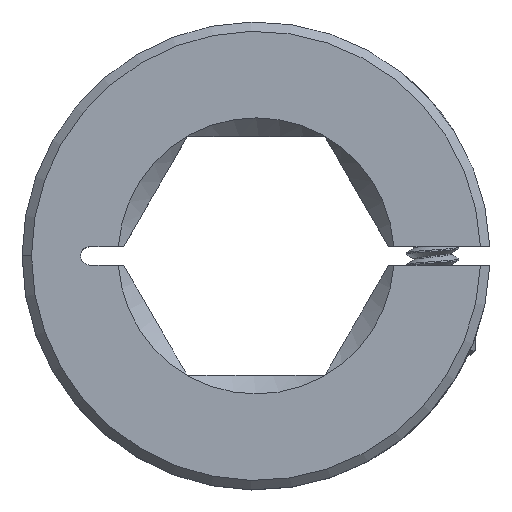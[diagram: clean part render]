
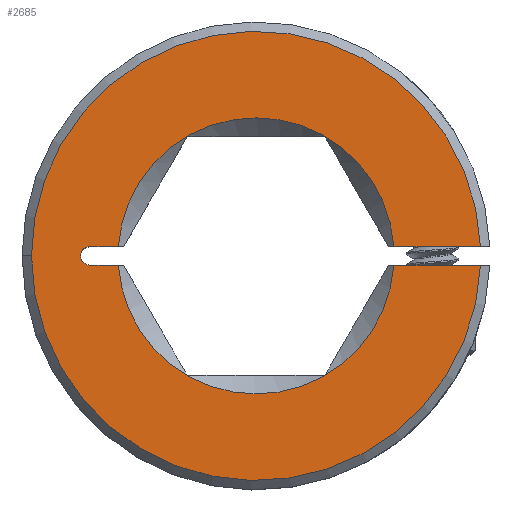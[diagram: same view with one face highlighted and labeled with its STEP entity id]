
A CAD part, top view. The second image highlights one B-rep face of the part: STEP entity #2685.
In plain terms, the highlighted planar face has unit normal (0, 0, 1).
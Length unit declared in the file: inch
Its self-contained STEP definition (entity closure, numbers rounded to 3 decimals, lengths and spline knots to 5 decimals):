
#54 = CIRCLE ( 'NONE', #3771, 0.295 ) ;
#236 = CARTESIAN_POINT ( 'NONE',  ( 0.29434, -0.01969, 0.125 ) ) ;
#242 = DIRECTION ( 'NONE',  ( 1., 0., 0. ) ) ;
#263 = EDGE_LOOP ( 'NONE', ( #3988, #958, #402, #2917, #5146, #359, #3845, #878, #808, #3026 ) ) ;
#266 = LINE ( 'NONE', #1926, #3210 ) ;
#316 = CARTESIAN_POINT ( 'NONE',  ( -0.29434, 0.01969, 0.125 ) ) ;
#359 = ORIENTED_EDGE ( 'NONE', *, *, #920, .T. ) ;
#402 = ORIENTED_EDGE ( 'NONE', *, *, #2508, .T. ) ;
#709 = VERTEX_POINT ( 'NONE', #2883 ) ;
#725 = EDGE_CURVE ( 'NONE', #1815, #709, #3784, .T. ) ;
#737 = AXIS2_PLACEMENT_3D ( 'NONE', #1171, #3298, #4124 ) ;
#808 = ORIENTED_EDGE ( 'NONE', *, *, #1978, .T. ) ;
#829 = DIRECTION ( 'NONE',  ( 0., 0., -1. ) ) ;
#830 = CARTESIAN_POINT ( 'NONE',  ( 0.4796, -0.01969, 0.125 ) ) ;
#878 = ORIENTED_EDGE ( 'NONE', *, *, #1826, .T. ) ;
#920 = EDGE_CURVE ( 'NONE', #1133, #4964, #3519, .T. ) ;
#958 = ORIENTED_EDGE ( 'NONE', *, *, #2453, .T. ) ;
#1051 = CARTESIAN_POINT ( 'NONE',  ( 0.4796, 0.01969, 0.125 ) ) ;
#1127 = CARTESIAN_POINT ( 'NONE',  ( 0., -0.01969, 0.125 ) ) ;
#1133 = VERTEX_POINT ( 'NONE', #830 ) ;
#1147 = PLANE ( 'NONE',  #4617 ) ;
#1171 = CARTESIAN_POINT ( 'NONE',  ( 0., 0., 0.125 ) ) ;
#1283 = CARTESIAN_POINT ( 'NONE',  ( 0., 0.01969, 0.125 ) ) ;
#1395 = VECTOR ( 'NONE', #4577, 39.37008 ) ;
#1410 = VERTEX_POINT ( 'NONE', #4385 ) ;
#1446 = DIRECTION ( 'NONE',  ( 0., 0., -1. ) ) ;
#1561 = AXIS2_PLACEMENT_3D ( 'NONE', #2561, #3756, #3905 ) ;
#1585 = CARTESIAN_POINT ( 'NONE',  ( 0.29434, 0.01969, 0.125 ) ) ;
#1815 = VERTEX_POINT ( 'NONE', #3330 ) ;
#1826 = EDGE_CURVE ( 'NONE', #5223, #1410, #3012, .T. ) ;
#1848 = CARTESIAN_POINT ( 'NONE',  ( 0., 0., 0.125 ) ) ;
#1886 = DIRECTION ( 'NONE',  ( 1., 0., 0. ) ) ;
#1894 = VERTEX_POINT ( 'NONE', #1051 ) ;
#1926 = CARTESIAN_POINT ( 'NONE',  ( -0.375, 0.01969, 0.125 ) ) ;
#1937 = FACE_OUTER_BOUND ( 'NONE', #263, .T. ) ;
#1978 = EDGE_CURVE ( 'NONE', #1410, #1815, #5133, .T. ) ;
#2159 = VECTOR ( 'NONE', #4524, 39.37008 ) ;
#2166 = VECTOR ( 'NONE', #3148, 39.37008 ) ;
#2208 = CARTESIAN_POINT ( 'NONE',  ( -0.375, -0.01969, 0.125 ) ) ;
#2246 = EDGE_CURVE ( 'NONE', #4964, #5223, #3859, .T. ) ;
#2299 = DIRECTION ( 'NONE',  ( -1., 0., 0. ) ) ;
#2360 = CARTESIAN_POINT ( 'NONE',  ( 0., 0., 0.125 ) ) ;
#2451 = DIRECTION ( 'NONE',  ( 0., 0., -1. ) ) ;
#2453 = EDGE_CURVE ( 'NONE', #3499, #4671, #54, .T. ) ;
#2476 = CARTESIAN_POINT ( 'NONE',  ( -0.29434, -0.01969, 0.125 ) ) ;
#2508 = EDGE_CURVE ( 'NONE', #4671, #1894, #4904, .T. ) ;
#2561 = CARTESIAN_POINT ( 'NONE',  ( 0., 0., 0.125 ) ) ;
#2685 = ADVANCED_FACE ( 'NONE', ( #1937 ), #1147, .T. ) ;
#2709 = DIRECTION ( 'NONE',  ( 0., 0., 1. ) ) ;
#2797 = EDGE_CURVE ( 'NONE', #3722, #1133, #3118, .T. ) ;
#2849 = AXIS2_PLACEMENT_3D ( 'NONE', #4505, #2451, #4110 ) ;
#2883 = CARTESIAN_POINT ( 'NONE',  ( -0.35531, 0.01969, 0.125 ) ) ;
#2917 = ORIENTED_EDGE ( 'NONE', *, *, #3469, .T. ) ;
#2987 = CARTESIAN_POINT ( 'NONE',  ( -0.48, 0., 0.125 ) ) ;
#3012 = LINE ( 'NONE', #2208, #1395 ) ;
#3026 = ORIENTED_EDGE ( 'NONE', *, *, #725, .T. ) ;
#3075 = DIRECTION ( 'NONE',  ( -1., 0., 0. ) ) ;
#3097 = AXIS2_PLACEMENT_3D ( 'NONE', #3470, #1446, #3075 ) ;
#3118 = CIRCLE ( 'NONE', #737, 0.48 ) ;
#3148 = DIRECTION ( 'NONE',  ( -1., 0., 0. ) ) ;
#3210 = VECTOR ( 'NONE', #242, 39.37008 ) ;
#3296 = AXIS2_PLACEMENT_3D ( 'NONE', #1848, #5095, #2299 ) ;
#3298 = DIRECTION ( 'NONE',  ( 0., 0., 1. ) ) ;
#3330 = CARTESIAN_POINT ( 'NONE',  ( -0.375, 0., 0.125 ) ) ;
#3424 = EDGE_CURVE ( 'NONE', #709, #3499, #266, .T. ) ;
#3469 = EDGE_CURVE ( 'NONE', #1894, #3722, #5080, .T. ) ;
#3470 = CARTESIAN_POINT ( 'NONE',  ( -0.35531, 0., 0.125 ) ) ;
#3499 = VERTEX_POINT ( 'NONE', #316 ) ;
#3519 = LINE ( 'NONE', #1127, #2166 ) ;
#3675 = CARTESIAN_POINT ( 'NONE',  ( 0., 0., 0.125 ) ) ;
#3722 = VERTEX_POINT ( 'NONE', #2987 ) ;
#3756 = DIRECTION ( 'NONE',  ( 0., 0., -1. ) ) ;
#3771 = AXIS2_PLACEMENT_3D ( 'NONE', #3675, #829, #4873 ) ;
#3784 = CIRCLE ( 'NONE', #2849, 0.01969 ) ;
#3845 = ORIENTED_EDGE ( 'NONE', *, *, #2246, .T. ) ;
#3859 = CIRCLE ( 'NONE', #1561, 0.295 ) ;
#3905 = DIRECTION ( 'NONE',  ( 1., 0., 0. ) ) ;
#3988 = ORIENTED_EDGE ( 'NONE', *, *, #3424, .T. ) ;
#4110 = DIRECTION ( 'NONE',  ( -1., 0., 0. ) ) ;
#4124 = DIRECTION ( 'NONE',  ( -1., 0., 0. ) ) ;
#4385 = CARTESIAN_POINT ( 'NONE',  ( -0.35531, -0.01969, 0.125 ) ) ;
#4505 = CARTESIAN_POINT ( 'NONE',  ( -0.35531, 0., 0.125 ) ) ;
#4524 = DIRECTION ( 'NONE',  ( 1., 0., 0. ) ) ;
#4577 = DIRECTION ( 'NONE',  ( -1., 0., 0. ) ) ;
#4617 = AXIS2_PLACEMENT_3D ( 'NONE', #2360, #2709, #1886 ) ;
#4671 = VERTEX_POINT ( 'NONE', #1585 ) ;
#4873 = DIRECTION ( 'NONE',  ( 1., 0., 0. ) ) ;
#4904 = LINE ( 'NONE', #1283, #2159 ) ;
#4964 = VERTEX_POINT ( 'NONE', #236 ) ;
#5080 = CIRCLE ( 'NONE', #3296, 0.48 ) ;
#5095 = DIRECTION ( 'NONE',  ( 0., 0., 1. ) ) ;
#5133 = CIRCLE ( 'NONE', #3097, 0.01969 ) ;
#5146 = ORIENTED_EDGE ( 'NONE', *, *, #2797, .T. ) ;
#5223 = VERTEX_POINT ( 'NONE', #2476 ) ;
